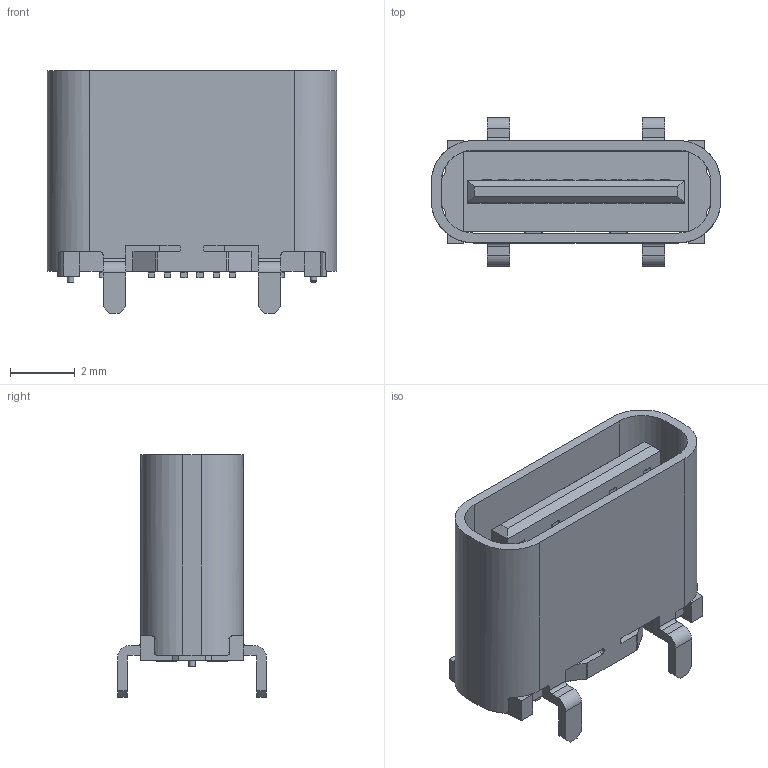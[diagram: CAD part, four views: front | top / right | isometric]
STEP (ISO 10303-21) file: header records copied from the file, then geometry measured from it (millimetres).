
FILE_DESCRIPTION(/* description */ (''),/* implementation_level */ '2;1');
FILE_NAME(/* name */ 'USB-C-SMD_TYPEC-303-ACP16.step',/* time_stamp */ '2024-11-14T21:38:46+08:00',/* author */ (''),/* organization */ (''),/* preprocessor_version */ 'ST-DEVELOPER v20',/* originating_system */ 'Autodesk Translation Framework v13.20.0.188',/* authorisation */ '');
FILE_SCHEMA (('AUTOMOTIVE_DESIGN { 1 0 10303 214 3 1 1 }'));
Length unit declared in the file: millimetre
Products named in the file (2): USB-C-SMD_TYPEC-303-ACP16; COMPOUND
Assembly tree (1 placements, depth 2):
  USB-C-SMD_TYPEC-303-ACP16
    COMPOUND
Bounding box: 8.94 x 4.6 x 7.5 mm (x, y, z)
Volume: 81.6 mm3; surface area: 437.6 mm2
Topology: 15 solids, 15 shells, 705 faces, 1917 edges, 1275 vertices
Faces by surface type: plane 528, bspline 112, cylinder 64, cone 1
Full cylindrical faces by diameter (mm): 0.2 x2
Entity records: 24046 total; most frequent: CARTESIAN_POINT 5908, ORIENTED_EDGE 3834, DIRECTION 3158, EDGE_CURVE 1917, LINE 1556, VECTOR 1556, VERTEX_POINT 1275, AXIS2_PLACEMENT_3D 801
